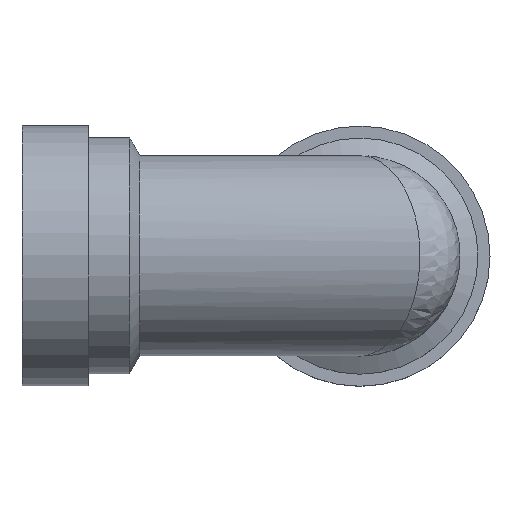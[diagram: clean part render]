
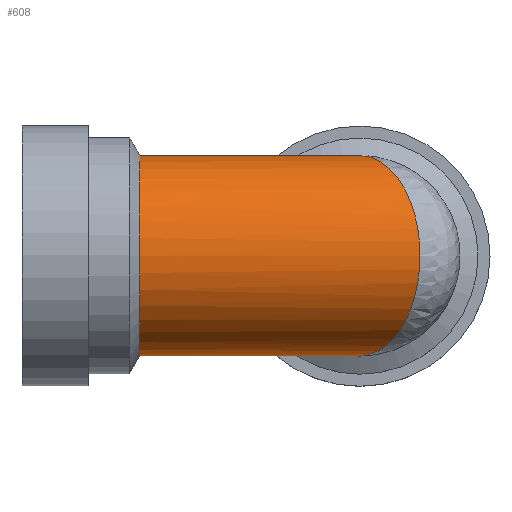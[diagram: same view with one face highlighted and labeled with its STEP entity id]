
A CAD part, top view. The second image highlights one B-rep face of the part: STEP entity #608.
In plain terms, the highlighted cylindrical face has radius 5 mm (diameter 10 mm), a full revolution.
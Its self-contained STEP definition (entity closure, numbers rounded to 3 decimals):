
#48=LINE('',#1319,#66);
#66=VECTOR('',#918,5.);
#115=CIRCLE('',#714,5.);
#116=CIRCLE('',#715,5.);
#145=CYLINDRICAL_SURFACE('',#716,5.);
#174=FACE_OUTER_BOUND('',#212,.T.);
#212=EDGE_LOOP('',(#523,#524,#525,#526,#527,#528,#529));
#229=ELLIPSE('',#645,5.831,5.);
#230=ELLIPSE('',#646,5.831,5.);
#232=ELLIPSE('',#648,8.602,5.);
#237=VERTEX_POINT('',#1136);
#239=VERTEX_POINT('',#1139);
#240=VERTEX_POINT('',#1141);
#281=VERTEX_POINT('',#1313);
#282=VERTEX_POINT('',#1314);
#305=EDGE_CURVE('',#239,#240,#229,.T.);
#306=EDGE_CURVE('',#240,#237,#230,.T.);
#308=EDGE_CURVE('',#237,#239,#232,.T.);
#365=EDGE_CURVE('',#281,#282,#115,.T.);
#366=EDGE_CURVE('',#282,#281,#116,.T.);
#368=EDGE_CURVE('',#240,#282,#48,.T.);
#523=ORIENTED_EDGE('',*,*,#305,.F.);
#524=ORIENTED_EDGE('',*,*,#308,.F.);
#525=ORIENTED_EDGE('',*,*,#306,.F.);
#526=ORIENTED_EDGE('',*,*,#368,.T.);
#527=ORIENTED_EDGE('',*,*,#366,.T.);
#528=ORIENTED_EDGE('',*,*,#365,.T.);
#529=ORIENTED_EDGE('',*,*,#368,.F.);
#608=ADVANCED_FACE('',(#174),#145,.T.);
#645=AXIS2_PLACEMENT_3D('',#1142,#761,#762);
#646=AXIS2_PLACEMENT_3D('',#1143,#763,#764);
#648=AXIS2_PLACEMENT_3D('',#1195,#767,#768);
#714=AXIS2_PLACEMENT_3D('',#1315,#911,#912);
#715=AXIS2_PLACEMENT_3D('',#1316,#913,#914);
#716=AXIS2_PLACEMENT_3D('',#1318,#916,#917);
#761=DIRECTION('center_axis',(0.857,0.,-0.514));
#762=DIRECTION('ref_axis',(0.514,0.,0.857));
#763=DIRECTION('center_axis',(0.857,0.,-0.514));
#764=DIRECTION('ref_axis',(0.514,0.,0.857));
#767=DIRECTION('center_axis',(0.581,0.,-0.814));
#768=DIRECTION('ref_axis',(-0.814,0.,-0.581));
#911=DIRECTION('center_axis',(1.,0.,0.));
#912=DIRECTION('ref_axis',(0.,0.,-1.));
#913=DIRECTION('center_axis',(1.,0.,0.));
#914=DIRECTION('ref_axis',(0.,0.,-1.));
#916=DIRECTION('center_axis',(1.,0.,0.));
#917=DIRECTION('ref_axis',(0.,0.,-1.));
#918=DIRECTION('',(-1.,0.,0.));
#1136=CARTESIAN_POINT('',(12.886,-5.,0.));
#1139=CARTESIAN_POINT('',(12.886,5.,0.));
#1141=CARTESIAN_POINT('',(15.886,0.,5.));
#1142=CARTESIAN_POINT('Origin',(12.886,0.,0.));
#1143=CARTESIAN_POINT('Origin',(12.886,0.,0.));
#1195=CARTESIAN_POINT('Origin',(12.886,0.,0.));
#1313=CARTESIAN_POINT('',(1.886,0.,-5.));
#1314=CARTESIAN_POINT('',(1.886,0.,5.));
#1315=CARTESIAN_POINT('Origin',(1.886,0.,0.));
#1316=CARTESIAN_POINT('Origin',(1.886,0.,0.));
#1318=CARTESIAN_POINT('Origin',(9.886,0.,0.));
#1319=CARTESIAN_POINT('',(9.886,0.,5.));
